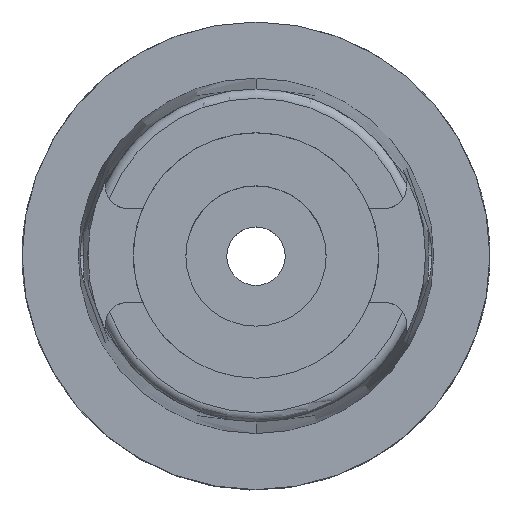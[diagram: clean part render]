
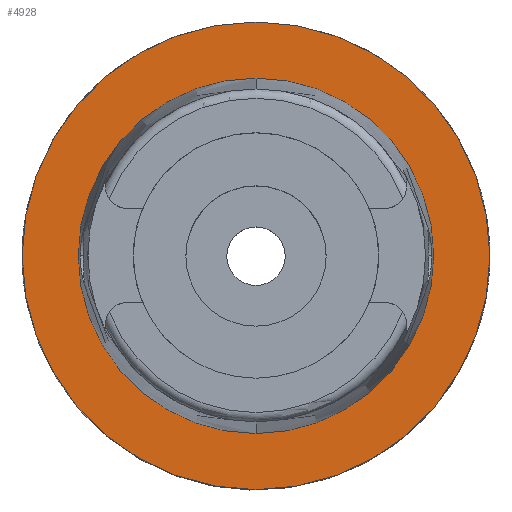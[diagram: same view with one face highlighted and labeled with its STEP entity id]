
A CAD part, top view. The second image highlights one B-rep face of the part: STEP entity #4928.
In plain terms, the highlighted planar face has unit normal (0, 0, 1).
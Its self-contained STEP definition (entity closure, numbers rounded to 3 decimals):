
#78 = AXIS2_PLACEMENT_3D ( 'NONE', #954, #3427, #2620 ) ;
#154 = AXIS2_PLACEMENT_3D ( 'NONE', #922, #4180, #3320 ) ;
#244 = FACE_OUTER_BOUND ( 'NONE', #1563, .T. ) ;
#304 = CARTESIAN_POINT ( 'NONE',  ( 0., 0., 0. ) ) ;
#428 = CARTESIAN_POINT ( 'NONE',  ( 0., -20., 0. ) ) ;
#627 = ORIENTED_EDGE ( 'NONE', *, *, #2621, .F. ) ;
#733 = DIRECTION ( 'NONE',  ( 0., -1., 0. ) ) ;
#755 = CIRCLE ( 'NONE', #154, 15.2 ) ;
#813 = EDGE_CURVE ( 'NONE', #4338, #1829, #4697, .T. ) ;
#830 = EDGE_CURVE ( 'NONE', #1829, #4338, #4193, .T. ) ;
#922 = CARTESIAN_POINT ( 'NONE',  ( 0., 0., 0. ) ) ;
#954 = CARTESIAN_POINT ( 'NONE',  ( 0., 0., 0. ) ) ;
#1105 = ORIENTED_EDGE ( 'NONE', *, *, #1548, .F. ) ;
#1548 = EDGE_CURVE ( 'NONE', #4090, #2831, #755, .T. ) ;
#1563 = EDGE_LOOP ( 'NONE', ( #3145, #2828 ) ) ;
#1681 = AXIS2_PLACEMENT_3D ( 'NONE', #4786, #3986, #2746 ) ;
#1707 = CARTESIAN_POINT ( 'NONE',  ( 0., 0., 0. ) ) ;
#1829 = VERTEX_POINT ( 'NONE', #428 ) ;
#1871 = AXIS2_PLACEMENT_3D ( 'NONE', #1707, #2192, #3829 ) ;
#2192 = DIRECTION ( 'NONE',  ( 0., 0., -1. ) ) ;
#2291 = CARTESIAN_POINT ( 'NONE',  ( 0., 20., 0. ) ) ;
#2326 = CARTESIAN_POINT ( 'NONE',  ( 0., 15.2, 0. ) ) ;
#2354 = CIRCLE ( 'NONE', #3361, 15.2 ) ;
#2620 = DIRECTION ( 'NONE',  ( 0., 1., 0. ) ) ;
#2621 = EDGE_CURVE ( 'NONE', #2831, #4090, #2354, .T. ) ;
#2746 = DIRECTION ( 'NONE',  ( 1., 0., 0. ) ) ;
#2778 = DIRECTION ( 'NONE',  ( 0., 0., 1. ) ) ;
#2828 = ORIENTED_EDGE ( 'NONE', *, *, #830, .F. ) ;
#2831 = VERTEX_POINT ( 'NONE', #4984 ) ;
#3145 = ORIENTED_EDGE ( 'NONE', *, *, #813, .F. ) ;
#3320 = DIRECTION ( 'NONE',  ( 0., 1., 0. ) ) ;
#3361 = AXIS2_PLACEMENT_3D ( 'NONE', #304, #2778, #733 ) ;
#3427 = DIRECTION ( 'NONE',  ( 0., 0., -1. ) ) ;
#3527 = PLANE ( 'NONE',  #1681 ) ;
#3829 = DIRECTION ( 'NONE',  ( 0., -1., 0. ) ) ;
#3986 = DIRECTION ( 'NONE',  ( 0., 0., 1. ) ) ;
#4090 = VERTEX_POINT ( 'NONE', #2326 ) ;
#4180 = DIRECTION ( 'NONE',  ( 0., 0., 1. ) ) ;
#4193 = CIRCLE ( 'NONE', #1871, 20. ) ;
#4198 = EDGE_LOOP ( 'NONE', ( #1105, #627 ) ) ;
#4338 = VERTEX_POINT ( 'NONE', #2291 ) ;
#4339 = FACE_BOUND ( 'NONE', #4198, .T. ) ;
#4697 = CIRCLE ( 'NONE', #78, 20. ) ;
#4786 = CARTESIAN_POINT ( 'NONE',  ( 0., 0., 0. ) ) ;
#4928 = ADVANCED_FACE ( 'NONE', ( #244, #4339 ), #3527, .T. ) ;
#4984 = CARTESIAN_POINT ( 'NONE',  ( 0., -15.2, 0. ) ) ;
